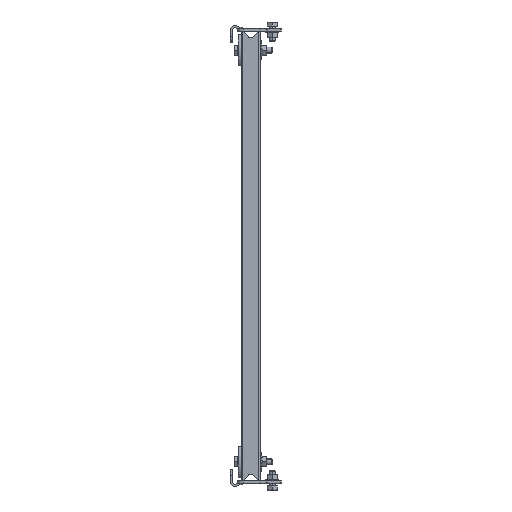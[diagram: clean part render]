
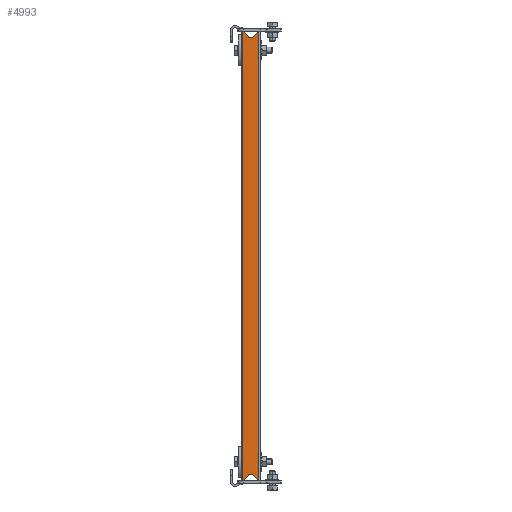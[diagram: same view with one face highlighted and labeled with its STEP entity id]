
A CAD part, left-side view. The second image highlights one B-rep face of the part: STEP entity #4993.
In plain terms, the highlighted planar face has unit normal (-1, 0, 0).
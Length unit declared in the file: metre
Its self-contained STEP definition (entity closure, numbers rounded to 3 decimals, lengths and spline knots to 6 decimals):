
#233 = CARTESIAN_POINT ( 'NONE',  ( -0.1875, 0., 0.2865 ) ) ;
#412 = FACE_OUTER_BOUND ( 'NONE', #4195, .T. ) ;
#1420 = VERTEX_POINT ( 'NONE', #27484 ) ;
#1609 = VERTEX_POINT ( 'NONE', #21654 ) ;
#1772 = DIRECTION ( 'NONE',  ( 1., 0., 0. ) ) ;
#1954 = ORIENTED_EDGE ( 'NONE', *, *, #8547, .T. ) ;
#2086 = ORIENTED_EDGE ( 'NONE', *, *, #10943, .T. ) ;
#2823 = EDGE_CURVE ( 'NONE', #4352, #24836, #26205, .T. ) ;
#3458 = AXIS2_PLACEMENT_3D ( 'NONE', #17366, #10818, #19522 ) ;
#3686 = ORIENTED_EDGE ( 'NONE', *, *, #3973, .T. ) ;
#3695 = ORIENTED_EDGE ( 'NONE', *, *, #22539, .T. ) ;
#3941 = DIRECTION ( 'NONE',  ( 0., 0., -1. ) ) ;
#3973 = EDGE_CURVE ( 'NONE', #25579, #4352, #23567, .T. ) ;
#4195 = EDGE_LOOP ( 'NONE', ( #3695, #8936, #1954, #2086, #8335, #3686, #20342, #10741, #28090 ) ) ;
#4330 = CARTESIAN_POINT ( 'NONE',  ( -0.1875, -0.003065, -0.287801 ) ) ;
#4352 = VERTEX_POINT ( 'NONE', #25654 ) ;
#4603 = VECTOR ( 'NONE', #10160, 1. ) ;
#4993 = ADVANCED_FACE ( 'NONE', ( #412 ), #26469, .F. ) ;
#5124 = DIRECTION ( 'NONE',  ( 0., -0.695, 0.719 ) ) ;
#5283 = AXIS2_PLACEMENT_3D ( 'NONE', #9196, #12796, #24295 ) ;
#5537 = EDGE_CURVE ( 'NONE', #1609, #20456, #27528, .T. ) ;
#5758 = CARTESIAN_POINT ( 'NONE',  ( -0.1875, 0.0105, 0.2955 ) ) ;
#6134 = CARTESIAN_POINT ( 'NONE',  ( -0.1875, -0.0105, -0.2955 ) ) ;
#7009 = VECTOR ( 'NONE', #8323, 1. ) ;
#8323 = DIRECTION ( 'NONE',  ( 0., 0.695, -0.719 ) ) ;
#8335 = ORIENTED_EDGE ( 'NONE', *, *, #17675, .F. ) ;
#8547 = EDGE_CURVE ( 'NONE', #10026, #1420, #13000, .T. ) ;
#8727 = DIRECTION ( 'NONE',  ( 1., 0., 0. ) ) ;
#8936 = ORIENTED_EDGE ( 'NONE', *, *, #24357, .T. ) ;
#9196 = CARTESIAN_POINT ( 'NONE',  ( -0.1875, 0., 0.290761 ) ) ;
#9424 = VERTEX_POINT ( 'NONE', #6134 ) ;
#9819 = AXIS2_PLACEMENT_3D ( 'NONE', #19167, #8727, #3941 ) ;
#10026 = VERTEX_POINT ( 'NONE', #11994 ) ;
#10160 = DIRECTION ( 'NONE',  ( 0., 0., -1. ) ) ;
#10588 = CARTESIAN_POINT ( 'NONE',  ( -0.1875, 0.0105, -0.2955 ) ) ;
#10741 = ORIENTED_EDGE ( 'NONE', *, *, #22995, .T. ) ;
#10818 = DIRECTION ( 'NONE',  ( 1., 0., 0. ) ) ;
#10943 = EDGE_CURVE ( 'NONE', #1420, #9424, #16726, .T. ) ;
#11527 = CARTESIAN_POINT ( 'NONE',  ( -0.1875, 0.0105, -0.2955 ) ) ;
#11994 = CARTESIAN_POINT ( 'NONE',  ( -0.1875, 0.003065, -0.287801 ) ) ;
#12412 = LINE ( 'NONE', #18561, #17078 ) ;
#12796 = DIRECTION ( 'NONE',  ( 1., 0., 0. ) ) ;
#12998 = DIRECTION ( 'NONE',  ( 0., -0.695, -0.719 ) ) ;
#13000 = CIRCLE ( 'NONE', #9819, 0.004261 ) ;
#13864 = CARTESIAN_POINT ( 'NONE',  ( -0.1875, -0.0105, 0.2955 ) ) ;
#14439 = DIRECTION ( 'NONE',  ( 0., 0.695, 0.719 ) ) ;
#14688 = VECTOR ( 'NONE', #12998, 1. ) ;
#15292 = AXIS2_PLACEMENT_3D ( 'NONE', #27963, #1772, #16735 ) ;
#16726 = LINE ( 'NONE', #4330, #14688 ) ;
#16735 = DIRECTION ( 'NONE',  ( 0., 0., 1. ) ) ;
#17078 = VECTOR ( 'NONE', #20720, 1. ) ;
#17366 = CARTESIAN_POINT ( 'NONE',  ( -0.1875, 0.0125, 0.01 ) ) ;
#17532 = CIRCLE ( 'NONE', #5283, 0.004261 ) ;
#17675 = EDGE_CURVE ( 'NONE', #25579, #9424, #27529, .T. ) ;
#18561 = CARTESIAN_POINT ( 'NONE',  ( -0.1875, 0.0105, 0.040322 ) ) ;
#19167 = CARTESIAN_POINT ( 'NONE',  ( -0.1875, 0., -0.290761 ) ) ;
#19522 = DIRECTION ( 'NONE',  ( 0., 1., 0. ) ) ;
#19585 = CARTESIAN_POINT ( 'NONE',  ( -0.1875, -0.003065, 0.287801 ) ) ;
#20342 = ORIENTED_EDGE ( 'NONE', *, *, #2823, .T. ) ;
#20376 = VECTOR ( 'NONE', #5124, 1. ) ;
#20456 = VERTEX_POINT ( 'NONE', #24984 ) ;
#20694 = VECTOR ( 'NONE', #14439, 1. ) ;
#20720 = DIRECTION ( 'NONE',  ( 0., 0., -1. ) ) ;
#21654 = CARTESIAN_POINT ( 'NONE',  ( -0.1875, 0.003065, 0.287801 ) ) ;
#22539 = EDGE_CURVE ( 'NONE', #20456, #24969, #12412, .T. ) ;
#22855 = CARTESIAN_POINT ( 'NONE',  ( -0.1875, -0.0105, 0.040322 ) ) ;
#22995 = EDGE_CURVE ( 'NONE', #24836, #1609, #17532, .T. ) ;
#23567 = LINE ( 'NONE', #19585, #7009 ) ;
#24295 = DIRECTION ( 'NONE',  ( 0., 0., 1. ) ) ;
#24357 = EDGE_CURVE ( 'NONE', #24969, #10026, #26894, .T. ) ;
#24836 = VERTEX_POINT ( 'NONE', #233 ) ;
#24969 = VERTEX_POINT ( 'NONE', #10588 ) ;
#24984 = CARTESIAN_POINT ( 'NONE',  ( -0.1875, 0.0105, 0.2955 ) ) ;
#25579 = VERTEX_POINT ( 'NONE', #13864 ) ;
#25654 = CARTESIAN_POINT ( 'NONE',  ( -0.1875, -0.003065, 0.287801 ) ) ;
#26205 = CIRCLE ( 'NONE', #15292, 0.004261 ) ;
#26469 = PLANE ( 'NONE',  #3458 ) ;
#26894 = LINE ( 'NONE', #11527, #20376 ) ;
#27484 = CARTESIAN_POINT ( 'NONE',  ( -0.1875, -0.003065, -0.287801 ) ) ;
#27528 = LINE ( 'NONE', #5758, #20694 ) ;
#27529 = LINE ( 'NONE', #22855, #4603 ) ;
#27963 = CARTESIAN_POINT ( 'NONE',  ( -0.1875, 0., 0.290761 ) ) ;
#28090 = ORIENTED_EDGE ( 'NONE', *, *, #5537, .T. ) ;
